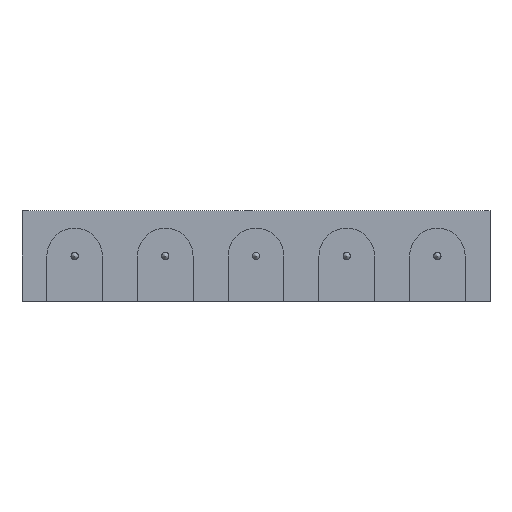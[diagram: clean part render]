
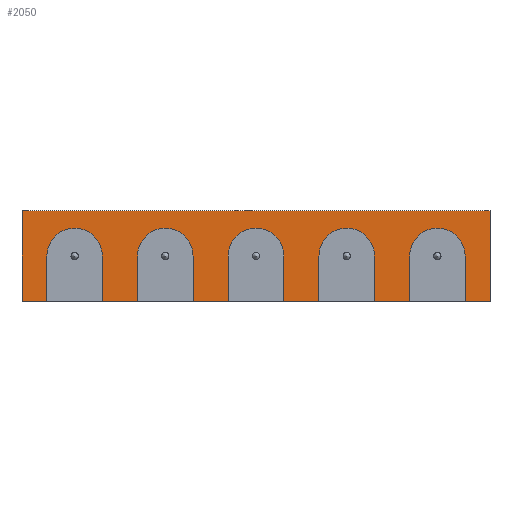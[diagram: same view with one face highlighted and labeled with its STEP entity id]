
A CAD part, front view. The second image highlights one B-rep face of the part: STEP entity #2050.
In plain terms, the highlighted planar face has unit normal (0, -1, 0).
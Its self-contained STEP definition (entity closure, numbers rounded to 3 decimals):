
#384=CARTESIAN_POINT('',(417.75,4.,10.94));
#385=VERTEX_POINT('',#384);
#393=CARTESIAN_POINT('',(433.05,4.,10.94));
#394=VERTEX_POINT('',#393);
#401=CARTESIAN_POINT('',(425.4,4.,10.94));
#402=DIRECTION('',(0.,-1.,0.));
#403=DIRECTION('',(-1.,-0.,-0.));
#404=AXIS2_PLACEMENT_3D('',#401,#402,#403);
#405=CIRCLE('',#404,7.65);
#406=EDGE_CURVE('',#394,#385,#405,.T.);
#525=CARTESIAN_POINT('',(442.75,4.,10.94));
#526=VERTEX_POINT('',#525);
#534=CARTESIAN_POINT('',(458.05,4.,10.94));
#535=VERTEX_POINT('',#534);
#542=CARTESIAN_POINT('',(450.4,4.,10.94));
#543=DIRECTION('',(0.,-1.,0.));
#544=DIRECTION('',(-1.,-0.,-0.));
#545=AXIS2_PLACEMENT_3D('',#542,#543,#544);
#546=CIRCLE('',#545,7.65);
#547=EDGE_CURVE('',#535,#526,#546,.T.);
#666=CARTESIAN_POINT('',(467.75,4.,10.94));
#667=VERTEX_POINT('',#666);
#675=CARTESIAN_POINT('',(483.05,4.,10.94));
#676=VERTEX_POINT('',#675);
#683=CARTESIAN_POINT('',(475.4,4.,10.94));
#684=DIRECTION('',(0.,-1.,0.));
#685=DIRECTION('',(-1.,-0.,-0.));
#686=AXIS2_PLACEMENT_3D('',#683,#684,#685);
#687=CIRCLE('',#686,7.65);
#688=EDGE_CURVE('',#676,#667,#687,.T.);
#807=CARTESIAN_POINT('',(492.75,4.,10.94));
#808=VERTEX_POINT('',#807);
#816=CARTESIAN_POINT('',(508.05,4.,10.94));
#817=VERTEX_POINT('',#816);
#824=CARTESIAN_POINT('',(500.4,4.,10.94));
#825=DIRECTION('',(0.,-1.,0.));
#826=DIRECTION('',(-1.,-0.,-0.));
#827=AXIS2_PLACEMENT_3D('',#824,#825,#826);
#828=CIRCLE('',#827,7.65);
#829=EDGE_CURVE('',#817,#808,#828,.T.);
#839=CARTESIAN_POINT('',(385.9,4.,23.44));
#840=VERTEX_POINT('',#839);
#841=CARTESIAN_POINT('',(514.9,4.,23.44));
#842=VERTEX_POINT('',#841);
#843=CARTESIAN_POINT('',(385.9,4.,23.44));
#844=DIRECTION('',(1.,0.,0.));
#845=VECTOR('',#844,129.);
#846=LINE('',#843,#845);
#847=EDGE_CURVE('',#840,#842,#846,.T.);
#988=CARTESIAN_POINT('',(392.75,4.,10.94));
#989=VERTEX_POINT('',#988);
#997=CARTESIAN_POINT('',(408.05,4.,10.94));
#998=VERTEX_POINT('',#997);
#1005=CARTESIAN_POINT('',(400.4,4.,10.94));
#1006=DIRECTION('',(0.,-1.,0.));
#1007=DIRECTION('',(-1.,-0.,-0.));
#1008=AXIS2_PLACEMENT_3D('',#1005,#1006,#1007);
#1009=CIRCLE('',#1008,7.65);
#1010=EDGE_CURVE('',#998,#989,#1009,.T.);
#1028=CARTESIAN_POINT('',(508.05,4.,-1.56));
#1029=VERTEX_POINT('',#1028);
#1036=CARTESIAN_POINT('',(508.05,4.,10.94));
#1037=DIRECTION('',(0.,0.,-1.));
#1038=VECTOR('',#1037,12.5);
#1039=LINE('',#1036,#1038);
#1040=EDGE_CURVE('',#817,#1029,#1039,.T.);
#1175=CARTESIAN_POINT('',(492.75,4.,-1.56));
#1176=VERTEX_POINT('',#1175);
#1177=CARTESIAN_POINT('',(492.75,4.,10.94));
#1178=DIRECTION('',(0.,0.,-1.));
#1179=VECTOR('',#1178,12.5);
#1180=LINE('',#1177,#1179);
#1181=EDGE_CURVE('',#808,#1176,#1180,.T.);
#1207=CARTESIAN_POINT('',(483.05,4.,-1.56));
#1208=VERTEX_POINT('',#1207);
#1215=CARTESIAN_POINT('',(483.05,4.,10.94));
#1216=DIRECTION('',(0.,0.,-1.));
#1217=VECTOR('',#1216,12.5);
#1218=LINE('',#1215,#1217);
#1219=EDGE_CURVE('',#676,#1208,#1218,.T.);
#1354=CARTESIAN_POINT('',(467.75,4.,-1.56));
#1355=VERTEX_POINT('',#1354);
#1356=CARTESIAN_POINT('',(467.75,4.,10.94));
#1357=DIRECTION('',(0.,0.,-1.));
#1358=VECTOR('',#1357,12.5);
#1359=LINE('',#1356,#1358);
#1360=EDGE_CURVE('',#667,#1355,#1359,.T.);
#1386=CARTESIAN_POINT('',(458.05,4.,-1.56));
#1387=VERTEX_POINT('',#1386);
#1394=CARTESIAN_POINT('',(458.05,4.,10.94));
#1395=DIRECTION('',(0.,0.,-1.));
#1396=VECTOR('',#1395,12.5);
#1397=LINE('',#1394,#1396);
#1398=EDGE_CURVE('',#535,#1387,#1397,.T.);
#1533=CARTESIAN_POINT('',(442.75,4.,-1.56));
#1534=VERTEX_POINT('',#1533);
#1535=CARTESIAN_POINT('',(442.75,4.,10.94));
#1536=DIRECTION('',(0.,0.,-1.));
#1537=VECTOR('',#1536,12.5);
#1538=LINE('',#1535,#1537);
#1539=EDGE_CURVE('',#526,#1534,#1538,.T.);
#1565=CARTESIAN_POINT('',(433.05,4.,-1.56));
#1566=VERTEX_POINT('',#1565);
#1573=CARTESIAN_POINT('',(433.05,4.,10.94));
#1574=DIRECTION('',(0.,0.,-1.));
#1575=VECTOR('',#1574,12.5);
#1576=LINE('',#1573,#1575);
#1577=EDGE_CURVE('',#394,#1566,#1576,.T.);
#1712=CARTESIAN_POINT('',(417.75,4.,-1.56));
#1713=VERTEX_POINT('',#1712);
#1714=CARTESIAN_POINT('',(417.75,4.,10.94));
#1715=DIRECTION('',(0.,0.,-1.));
#1716=VECTOR('',#1715,12.5);
#1717=LINE('',#1714,#1716);
#1718=EDGE_CURVE('',#385,#1713,#1717,.T.);
#1744=CARTESIAN_POINT('',(408.05,4.,-1.56));
#1745=VERTEX_POINT('',#1744);
#1752=CARTESIAN_POINT('',(408.05,4.,10.94));
#1753=DIRECTION('',(0.,0.,-1.));
#1754=VECTOR('',#1753,12.5);
#1755=LINE('',#1752,#1754);
#1756=EDGE_CURVE('',#998,#1745,#1755,.T.);
#1891=CARTESIAN_POINT('',(392.75,4.,-1.56));
#1892=VERTEX_POINT('',#1891);
#1893=CARTESIAN_POINT('',(392.75,4.,10.94));
#1894=DIRECTION('',(0.,0.,-1.));
#1895=VECTOR('',#1894,12.5);
#1896=LINE('',#1893,#1895);
#1897=EDGE_CURVE('',#989,#1892,#1896,.T.);
#1917=CARTESIAN_POINT('',(514.9,4.,-1.56));
#1918=VERTEX_POINT('',#1917);
#1932=CARTESIAN_POINT('',(514.9,4.,-1.56));
#1933=DIRECTION('',(-0.,0.,1.));
#1934=VECTOR('',#1933,25.);
#1935=LINE('',#1932,#1934);
#1936=EDGE_CURVE('',#1918,#842,#1935,.T.);
#1946=CARTESIAN_POINT('',(385.9,4.,-1.56));
#1947=VERTEX_POINT('',#1946);
#1956=CARTESIAN_POINT('',(385.9,4.,-1.56));
#1957=DIRECTION('',(-0.,0.,1.));
#1958=VECTOR('',#1957,25.);
#1959=LINE('',#1956,#1958);
#1960=EDGE_CURVE('',#1947,#840,#1959,.T.);
#1989=CARTESIAN_POINT('',(425.4,4.,-1.56));
#1990=DIRECTION('',(0.,-1.,0.));
#1991=DIRECTION('',(-0.,0.,1.));
#1992=AXIS2_PLACEMENT_3D('',#1989,#1990,#1991);
#1993=PLANE('',#1992);
#1994=CARTESIAN_POINT('',(514.9,4.,-1.56));
#1995=DIRECTION('',(-1.,0.,0.));
#1996=VECTOR('',#1995,6.85);
#1997=LINE('',#1994,#1996);
#1998=EDGE_CURVE('',#1918,#1029,#1997,.T.);
#1999=ORIENTED_EDGE('',*,*,#1998,.F.);
#2000=ORIENTED_EDGE('',*,*,#1936,.T.);
#2001=ORIENTED_EDGE('',*,*,#847,.F.);
#2002=ORIENTED_EDGE('',*,*,#1960,.F.);
#2003=CARTESIAN_POINT('',(392.75,4.,-1.56));
#2004=DIRECTION('',(-1.,0.,0.));
#2005=VECTOR('',#2004,6.85);
#2006=LINE('',#2003,#2005);
#2007=EDGE_CURVE('',#1892,#1947,#2006,.T.);
#2008=ORIENTED_EDGE('',*,*,#2007,.F.);
#2009=ORIENTED_EDGE('',*,*,#1897,.F.);
#2010=ORIENTED_EDGE('',*,*,#1010,.F.);
#2011=ORIENTED_EDGE('',*,*,#1756,.T.);
#2012=CARTESIAN_POINT('',(417.75,4.,-1.56));
#2013=DIRECTION('',(-1.,0.,0.));
#2014=VECTOR('',#2013,9.7);
#2015=LINE('',#2012,#2014);
#2016=EDGE_CURVE('',#1713,#1745,#2015,.T.);
#2017=ORIENTED_EDGE('',*,*,#2016,.F.);
#2018=ORIENTED_EDGE('',*,*,#1718,.F.);
#2019=ORIENTED_EDGE('',*,*,#406,.F.);
#2020=ORIENTED_EDGE('',*,*,#1577,.T.);
#2021=CARTESIAN_POINT('',(442.75,4.,-1.56));
#2022=DIRECTION('',(-1.,0.,0.));
#2023=VECTOR('',#2022,9.7);
#2024=LINE('',#2021,#2023);
#2025=EDGE_CURVE('',#1534,#1566,#2024,.T.);
#2026=ORIENTED_EDGE('',*,*,#2025,.F.);
#2027=ORIENTED_EDGE('',*,*,#1539,.F.);
#2028=ORIENTED_EDGE('',*,*,#547,.F.);
#2029=ORIENTED_EDGE('',*,*,#1398,.T.);
#2030=CARTESIAN_POINT('',(467.75,4.,-1.56));
#2031=DIRECTION('',(-1.,0.,0.));
#2032=VECTOR('',#2031,9.7);
#2033=LINE('',#2030,#2032);
#2034=EDGE_CURVE('',#1355,#1387,#2033,.T.);
#2035=ORIENTED_EDGE('',*,*,#2034,.F.);
#2036=ORIENTED_EDGE('',*,*,#1360,.F.);
#2037=ORIENTED_EDGE('',*,*,#688,.F.);
#2038=ORIENTED_EDGE('',*,*,#1219,.T.);
#2039=CARTESIAN_POINT('',(492.75,4.,-1.56));
#2040=DIRECTION('',(-1.,0.,0.));
#2041=VECTOR('',#2040,9.7);
#2042=LINE('',#2039,#2041);
#2043=EDGE_CURVE('',#1176,#1208,#2042,.T.);
#2044=ORIENTED_EDGE('',*,*,#2043,.F.);
#2045=ORIENTED_EDGE('',*,*,#1181,.F.);
#2046=ORIENTED_EDGE('',*,*,#829,.F.);
#2047=ORIENTED_EDGE('',*,*,#1040,.T.);
#2048=EDGE_LOOP('',(#1999,#2000,#2001,#2002,#2008,#2009,#2010,#2011,#2017,#2018,#2019,#2020,#2026,#2027,#2028,#2029,#2035,#2036,#2037,#2038,#2044,#2045,#2046,#2047));
#2049=FACE_BOUND('',#2048,.T.);
#2050=ADVANCED_FACE('',(#2049),#1993,.T.);
